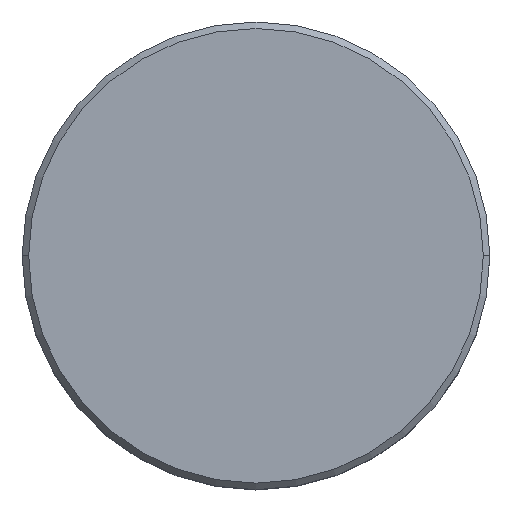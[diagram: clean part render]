
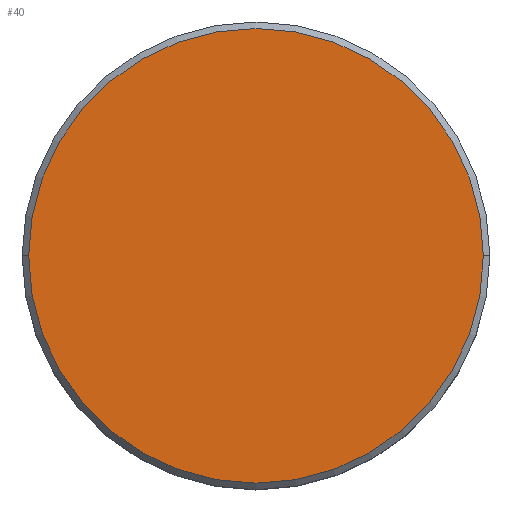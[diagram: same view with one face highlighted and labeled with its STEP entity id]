
A CAD part, top view. The second image highlights one B-rep face of the part: STEP entity #40.
In plain terms, the highlighted planar face has unit normal (0, 0, 1).
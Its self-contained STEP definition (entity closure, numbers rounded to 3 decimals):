
#28 = DIRECTION ( 'NONE',  ( 1., 0., 0. ) ) ;
#31 = CARTESIAN_POINT ( 'NONE',  ( 17.5, 0., 0. ) ) ;
#35 = CARTESIAN_POINT ( 'NONE',  ( 0., 0., 0. ) ) ;
#40 = ADVANCED_FACE ( 'NONE', ( #259 ), #53, .T. ) ;
#52 = DIRECTION ( 'NONE',  ( 1., 0., 0. ) ) ;
#53 = PLANE ( 'NONE',  #456 ) ;
#89 = CARTESIAN_POINT ( 'NONE',  ( 0., 0., 0. ) ) ;
#113 = ORIENTED_EDGE ( 'NONE', *, *, #449, .T. ) ;
#114 = DIRECTION ( 'NONE',  ( 0., 0., 1. ) ) ;
#135 = VERTEX_POINT ( 'NONE', #31 ) ;
#136 = CIRCLE ( 'NONE', #452, 17.5 ) ;
#156 = CARTESIAN_POINT ( 'NONE',  ( 0., 0., 0. ) ) ;
#164 = DIRECTION ( 'NONE',  ( 0., 0., 1. ) ) ;
#180 = DIRECTION ( 'NONE',  ( 1., 0., 0. ) ) ;
#224 = AXIS2_PLACEMENT_3D ( 'NONE', #156, #227, #52 ) ;
#227 = DIRECTION ( 'NONE',  ( 0., 0., 1. ) ) ;
#259 = FACE_OUTER_BOUND ( 'NONE', #293, .T. ) ;
#293 = EDGE_LOOP ( 'NONE', ( #400, #113 ) ) ;
#306 = CARTESIAN_POINT ( 'NONE',  ( -17.5, 0., 0. ) ) ;
#307 = EDGE_CURVE ( 'NONE', #410, #135, #413, .T. ) ;
#400 = ORIENTED_EDGE ( 'NONE', *, *, #307, .T. ) ;
#410 = VERTEX_POINT ( 'NONE', #306 ) ;
#413 = CIRCLE ( 'NONE', #224, 17.5 ) ;
#449 = EDGE_CURVE ( 'NONE', #135, #410, #136, .T. ) ;
#452 = AXIS2_PLACEMENT_3D ( 'NONE', #35, #114, #180 ) ;
#456 = AXIS2_PLACEMENT_3D ( 'NONE', #89, #164, #28 ) ;
